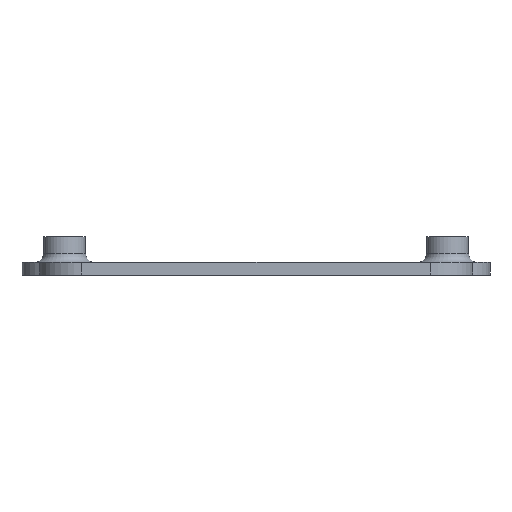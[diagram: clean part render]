
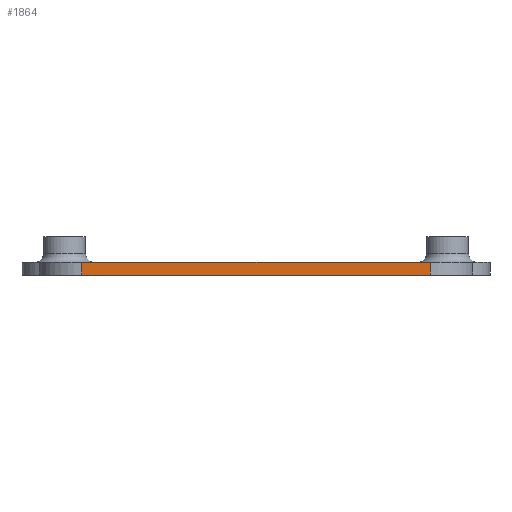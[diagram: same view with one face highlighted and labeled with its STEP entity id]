
A CAD part, left-side view. The second image highlights one B-rep face of the part: STEP entity #1864.
In plain terms, the highlighted planar face has unit normal (-1, 0, 0).
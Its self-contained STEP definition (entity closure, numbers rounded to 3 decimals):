
#94=LINE('',#2687,#287);
#195=LINE('',#2968,#388);
#196=LINE('',#2971,#389);
#197=LINE('',#2972,#390);
#287=VECTOR('',#2148,10.);
#388=VECTOR('',#2395,10.);
#389=VECTOR('',#2398,10.);
#390=VECTOR('',#2399,10.);
#496=PLANE('',#2034);
#575=FACE_OUTER_BOUND('',#696,.T.);
#696=EDGE_LOOP('',(#1516,#1517,#1518,#1519));
#865=VERTEX_POINT('',#2684);
#866=VERTEX_POINT('',#2686);
#973=VERTEX_POINT('',#2966);
#974=VERTEX_POINT('',#2970);
#1042=EDGE_CURVE('',#865,#866,#94,.T.);
#1183=EDGE_CURVE('',#866,#973,#195,.T.);
#1184=EDGE_CURVE('',#973,#974,#196,.T.);
#1185=EDGE_CURVE('',#865,#974,#197,.T.);
#1516=ORIENTED_EDGE('',*,*,#1184,.F.);
#1517=ORIENTED_EDGE('',*,*,#1183,.F.);
#1518=ORIENTED_EDGE('',*,*,#1042,.F.);
#1519=ORIENTED_EDGE('',*,*,#1185,.T.);
#1864=ADVANCED_FACE('',(#575),#496,.F.);
#2034=AXIS2_PLACEMENT_3D('',#2969,#2396,#2397);
#2148=DIRECTION('',(0.,-1.,0.));
#2395=DIRECTION('',(0.,0.,-1.));
#2396=DIRECTION('center_axis',(1.,0.,0.));
#2397=DIRECTION('ref_axis',(0.,-1.,0.));
#2398=DIRECTION('',(0.,1.,0.));
#2399=DIRECTION('',(0.,0.,-1.));
#2684=CARTESIAN_POINT('',(-76.,41.,3.));
#2686=CARTESIAN_POINT('',(-76.,-41.,3.));
#2687=CARTESIAN_POINT('',(-76.,20.5,3.));
#2966=CARTESIAN_POINT('',(-76.,-41.,0.));
#2968=CARTESIAN_POINT('',(-76.,-41.,3.));
#2969=CARTESIAN_POINT('Origin',(-76.,41.,3.));
#2970=CARTESIAN_POINT('',(-76.,41.,0.));
#2971=CARTESIAN_POINT('',(-76.,20.5,0.));
#2972=CARTESIAN_POINT('',(-76.,41.,3.));
